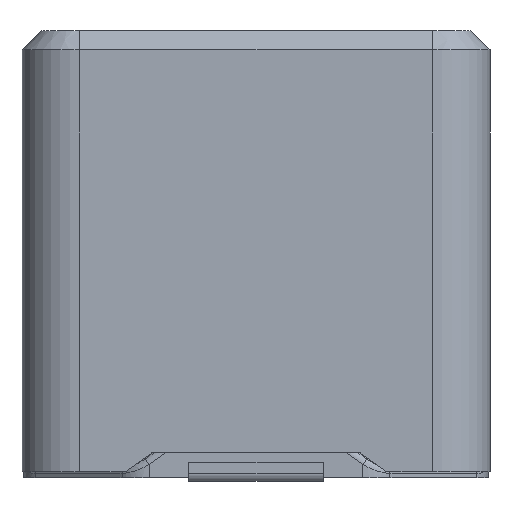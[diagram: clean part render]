
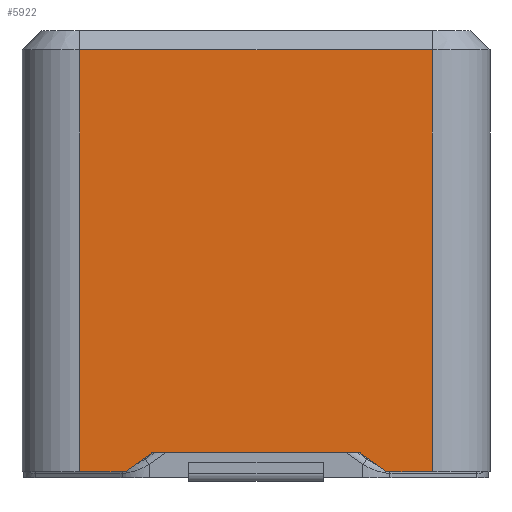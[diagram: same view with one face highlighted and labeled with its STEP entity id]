
A CAD part, left-side view. The second image highlights one B-rep face of the part: STEP entity #5922.
In plain terms, the highlighted planar face has unit normal (-1, 0, 0).
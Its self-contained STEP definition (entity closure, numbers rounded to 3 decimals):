
#318=LINE('',#8523,#807);
#323=LINE('',#8537,#812);
#331=LINE('',#8558,#820);
#339=LINE('',#8574,#828);
#341=LINE('',#8577,#830);
#354=LINE('',#8606,#843);
#355=LINE('',#8608,#844);
#361=LINE('',#8619,#850);
#807=VECTOR('',#6705,1000.);
#812=VECTOR('',#6716,1000.);
#820=VECTOR('',#6734,1000.);
#828=VECTOR('',#6746,1000.);
#830=VECTOR('',#6750,1000.);
#843=VECTOR('',#6781,1000.);
#844=VECTOR('',#6784,1000.);
#850=VECTOR('',#6798,1000.);
#1433=ORIENTED_EDGE('',*,*,#2984,.T.);
#1434=ORIENTED_EDGE('',*,*,#2982,.T.);
#1435=ORIENTED_EDGE('',*,*,#2958,.F.);
#1436=ORIENTED_EDGE('',*,*,#3000,.F.);
#1437=ORIENTED_EDGE('',*,*,#3008,.T.);
#1438=ORIENTED_EDGE('',*,*,#3001,.T.);
#1439=ORIENTED_EDGE('',*,*,#2964,.T.);
#1440=ORIENTED_EDGE('',*,*,#2974,.F.);
#2958=EDGE_CURVE('',#3757,#3755,#318,.T.);
#2964=EDGE_CURVE('',#3764,#3762,#323,.T.);
#2974=EDGE_CURVE('',#3772,#3762,#331,.T.);
#2982=EDGE_CURVE('',#3776,#3755,#339,.T.);
#2984=EDGE_CURVE('',#3772,#3776,#341,.T.);
#3000=EDGE_CURVE('',#3781,#3757,#354,.T.);
#3001=EDGE_CURVE('',#3782,#3764,#355,.T.);
#3008=EDGE_CURVE('',#3781,#3782,#361,.T.);
#3755=VERTEX_POINT('',#8518);
#3757=VERTEX_POINT('',#8522);
#3762=VERTEX_POINT('',#8535);
#3764=VERTEX_POINT('',#8538);
#3772=VERTEX_POINT('',#8559);
#3776=VERTEX_POINT('',#8571);
#3781=VERTEX_POINT('',#8592);
#3782=VERTEX_POINT('',#8596);
#4390=EDGE_LOOP('',(#1433,#1434,#1435,#1436,#1437,#1438,#1439,#1440));
#4713=FACE_BOUND('',#4390,.T.);
#5021=PLANE('',#6253);
#5922=ADVANCED_FACE('',(#4713),#5021,.F.);
#6253=AXIS2_PLACEMENT_3D('',#8618,#6796,#6797);
#6705=DIRECTION('',(0.,1.,0.));
#6716=DIRECTION('',(0.,-1.,0.));
#6734=DIRECTION('',(0.,0.816,-0.577));
#6746=DIRECTION('',(0.,-0.816,-0.577));
#6750=DIRECTION('',(0.,-1.,0.));
#6781=DIRECTION('',(0.,0.,-1.));
#6784=DIRECTION('',(0.,0.,-1.));
#6796=DIRECTION('',(1.,0.,0.));
#6797=DIRECTION('',(0.,0.,-1.));
#6798=DIRECTION('',(0.,1.,0.));
#8518=CARTESIAN_POINT('',(-6.1,-3.409,-0.5));
#8522=CARTESIAN_POINT('',(-6.1,-4.6,-0.5));
#8523=CARTESIAN_POINT('',(-6.1,-4.6,-0.5));
#8535=CARTESIAN_POINT('',(-6.1,3.409,-0.5));
#8537=CARTESIAN_POINT('',(-6.1,4.6,-0.5));
#8538=CARTESIAN_POINT('',(-6.1,4.6,-0.5));
#8558=CARTESIAN_POINT('',(-6.1,-0.218,2.065));
#8559=CARTESIAN_POINT('',(-6.1,2.702,0.));
#8571=CARTESIAN_POINT('',(-6.1,-2.702,0.));
#8574=CARTESIAN_POINT('',(-6.1,8.351,7.816));
#8577=CARTESIAN_POINT('',(-6.1,6.1,0.));
#8592=CARTESIAN_POINT('',(-6.1,-4.6,10.5));
#8596=CARTESIAN_POINT('',(-6.1,4.6,10.5));
#8606=CARTESIAN_POINT('',(-6.1,-4.6,11.));
#8608=CARTESIAN_POINT('',(-6.1,4.6,11.));
#8618=CARTESIAN_POINT('',(-6.1,6.1,11.));
#8619=CARTESIAN_POINT('',(-6.1,4.6,10.5));
